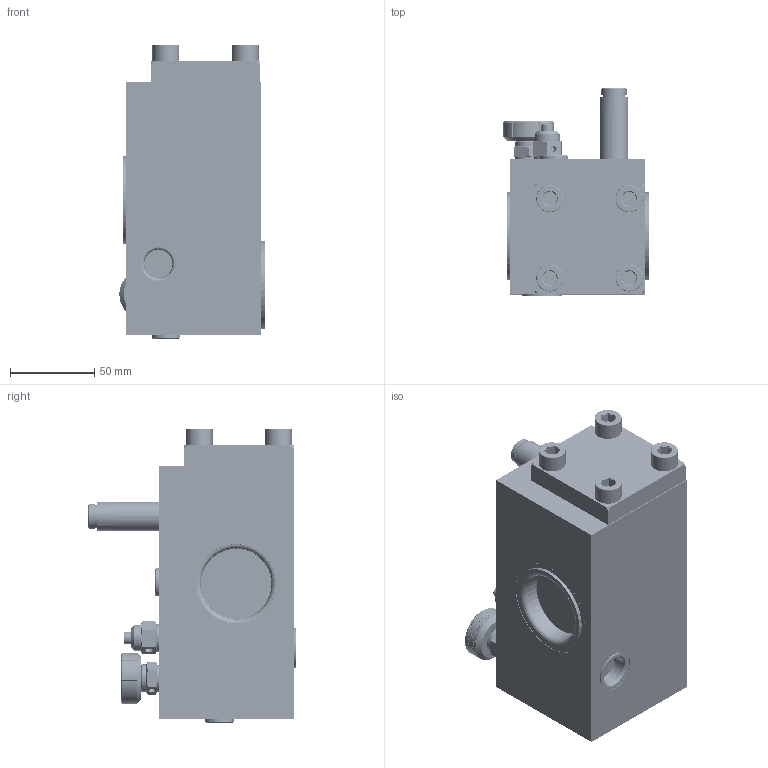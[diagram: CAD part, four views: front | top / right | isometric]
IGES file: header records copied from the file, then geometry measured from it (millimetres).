
Start section: SolidWorks IGES file using analytic representation for surfaces
Global section: file name: 1.5 L10110VAC + LK, Door Lock Valve.IGS; native system: SolidWorks 2019; preprocessor: SolidWorks 2019; author: M.Baier; date: 200618.123758; units: millimetre
Bounding box: 86 x 122.7 x 174.7 mm (x, y, z)
Surface area: 195595 mm2 (no closed solid volume)
Topology: 0 solids, 0 shells, 1674 faces, 23245 edges, 23163 vertices
Faces by surface type: revolution 978, bspline 696
